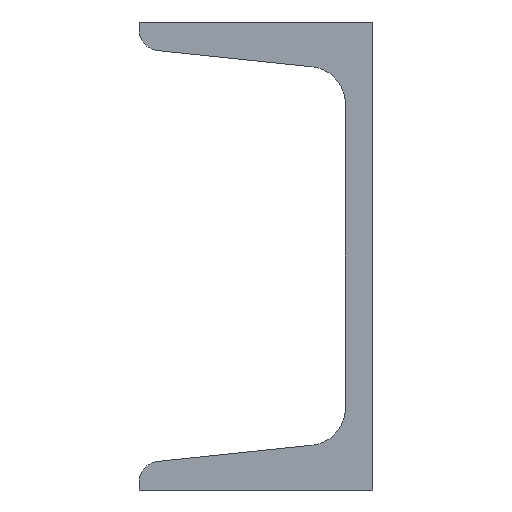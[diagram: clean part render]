
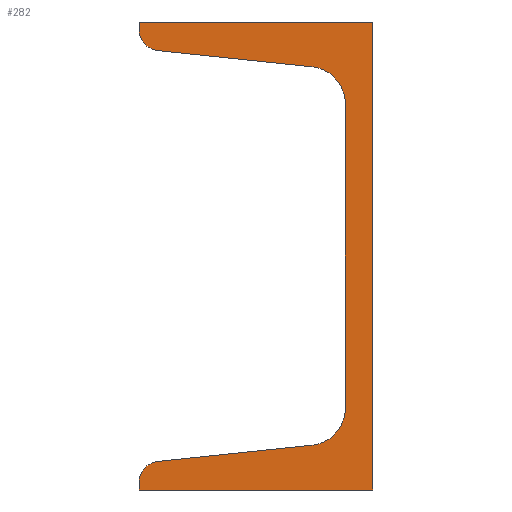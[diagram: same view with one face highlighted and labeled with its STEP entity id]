
A CAD part, front view. The second image highlights one B-rep face of the part: STEP entity #282.
In plain terms, the highlighted face is planar.
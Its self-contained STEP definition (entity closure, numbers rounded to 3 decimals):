
#40=PLANE('',#385);
#54=FACE_OUTER_BOUND('',#68,.T.);
#68=EDGE_LOOP('',(#242,#243,#244,#245,#246,#247,#248,#249,#250,#251,#252,
#253));
#74=LINE('',#505,#102);
#78=LINE('',#517,#106);
#81=LINE('',#523,#109);
#84=LINE('',#529,#112);
#87=LINE('',#535,#115);
#90=LINE('',#541,#118);
#94=LINE('',#553,#122);
#97=LINE('',#562,#125);
#102=VECTOR('',#414,10.);
#106=VECTOR('',#426,10.);
#109=VECTOR('',#431,10.);
#112=VECTOR('',#436,10.);
#115=VECTOR('',#441,10.);
#118=VECTOR('',#446,10.);
#122=VECTOR('',#458,10.);
#125=VECTOR('',#469,10.);
#127=CIRCLE('',#367,8.);
#129=CIRCLE('',#371,4.5);
#131=CIRCLE('',#379,4.5);
#133=CIRCLE('',#383,8.);
#136=VERTEX_POINT('',#495);
#137=VERTEX_POINT('',#497);
#139=VERTEX_POINT('',#503);
#141=VERTEX_POINT('',#509);
#143=VERTEX_POINT('',#515);
#145=VERTEX_POINT('',#521);
#147=VERTEX_POINT('',#527);
#149=VERTEX_POINT('',#533);
#151=VERTEX_POINT('',#539);
#153=VERTEX_POINT('',#545);
#155=VERTEX_POINT('',#551);
#157=VERTEX_POINT('',#557);
#160=EDGE_CURVE('',#137,#136,#127,.T.);
#164=EDGE_CURVE('',#136,#139,#74,.T.);
#167=EDGE_CURVE('',#139,#141,#129,.T.);
#170=EDGE_CURVE('',#141,#143,#78,.T.);
#173=EDGE_CURVE('',#143,#145,#81,.T.);
#176=EDGE_CURVE('',#145,#147,#84,.T.);
#179=EDGE_CURVE('',#147,#149,#87,.T.);
#182=EDGE_CURVE('',#149,#151,#90,.T.);
#185=EDGE_CURVE('',#151,#153,#131,.T.);
#188=EDGE_CURVE('',#153,#155,#94,.T.);
#191=EDGE_CURVE('',#155,#157,#133,.T.);
#193=EDGE_CURVE('',#157,#137,#97,.T.);
#242=ORIENTED_EDGE('',*,*,#179,.T.);
#243=ORIENTED_EDGE('',*,*,#182,.T.);
#244=ORIENTED_EDGE('',*,*,#185,.T.);
#245=ORIENTED_EDGE('',*,*,#188,.T.);
#246=ORIENTED_EDGE('',*,*,#191,.T.);
#247=ORIENTED_EDGE('',*,*,#193,.T.);
#248=ORIENTED_EDGE('',*,*,#160,.T.);
#249=ORIENTED_EDGE('',*,*,#164,.T.);
#250=ORIENTED_EDGE('',*,*,#167,.T.);
#251=ORIENTED_EDGE('',*,*,#170,.T.);
#252=ORIENTED_EDGE('',*,*,#173,.T.);
#253=ORIENTED_EDGE('',*,*,#176,.T.);
#282=ADVANCED_FACE('',(#54),#40,.F.);
#367=AXIS2_PLACEMENT_3D('',#498,#407,#408);
#371=AXIS2_PLACEMENT_3D('',#511,#420,#421);
#379=AXIS2_PLACEMENT_3D('',#547,#452,#453);
#383=AXIS2_PLACEMENT_3D('',#559,#464,#465);
#385=AXIS2_PLACEMENT_3D('',#563,#470,#471);
#407=DIRECTION('center_axis',(0.,0.,1.));
#408=DIRECTION('ref_axis',(-1.,0.,0.));
#414=DIRECTION('',(0.995,-0.105,0.));
#420=DIRECTION('center_axis',(0.,0.,-1.));
#421=DIRECTION('ref_axis',(-1.,0.,0.));
#426=DIRECTION('',(0.,-1.,0.));
#431=DIRECTION('',(-1.,0.,0.));
#436=DIRECTION('',(0.,1.,0.));
#441=DIRECTION('',(1.,0.,0.));
#446=DIRECTION('',(0.,-1.,0.));
#452=DIRECTION('center_axis',(0.,0.,-1.));
#453=DIRECTION('ref_axis',(-0.105,0.995,0.));
#458=DIRECTION('',(-0.995,-0.105,0.));
#464=DIRECTION('center_axis',(0.,0.,1.));
#465=DIRECTION('ref_axis',(-0.105,0.995,0.));
#469=DIRECTION('',(0.,-1.,0.));
#470=DIRECTION('center_axis',(0.,0.,1.));
#471=DIRECTION('ref_axis',(1.,0.,0.));
#495=CARTESIAN_POINT('',(11.554,-40.435,0.));
#497=CARTESIAN_POINT('',(4.39,-32.479,0.));
#498=CARTESIAN_POINT('Origin',(12.39,-32.479,0.));
#503=CARTESIAN_POINT('',(44.46,-43.894,0.));
#505=CARTESIAN_POINT('',(15.355,-40.835,0.));
#509=CARTESIAN_POINT('',(48.49,-48.369,0.));
#511=CARTESIAN_POINT('Origin',(43.99,-48.369,0.));
#515=CARTESIAN_POINT('',(48.49,-50.,0.));
#517=CARTESIAN_POINT('',(48.49,-24.185,0.));
#521=CARTESIAN_POINT('',(-1.51,-50.,0.));
#523=CARTESIAN_POINT('',(35.99,-50.,0.));
#527=CARTESIAN_POINT('',(-1.51,50.,0.));
#529=CARTESIAN_POINT('',(-1.51,0.,0.));
#533=CARTESIAN_POINT('',(48.49,50.,0.));
#535=CARTESIAN_POINT('',(10.99,50.,0.));
#539=CARTESIAN_POINT('',(48.49,48.369,0.));
#541=CARTESIAN_POINT('',(48.49,25.,0.));
#545=CARTESIAN_POINT('',(44.46,43.894,0.));
#547=CARTESIAN_POINT('Origin',(43.99,48.369,0.));
#551=CARTESIAN_POINT('',(11.554,40.435,0.));
#553=CARTESIAN_POINT('',(31.808,42.564,0.));
#557=CARTESIAN_POINT('',(4.39,32.479,0.));
#559=CARTESIAN_POINT('Origin',(12.39,32.479,0.));
#562=CARTESIAN_POINT('',(4.39,0.,0.));
#563=CARTESIAN_POINT('Origin',(23.49,0.,0.));
